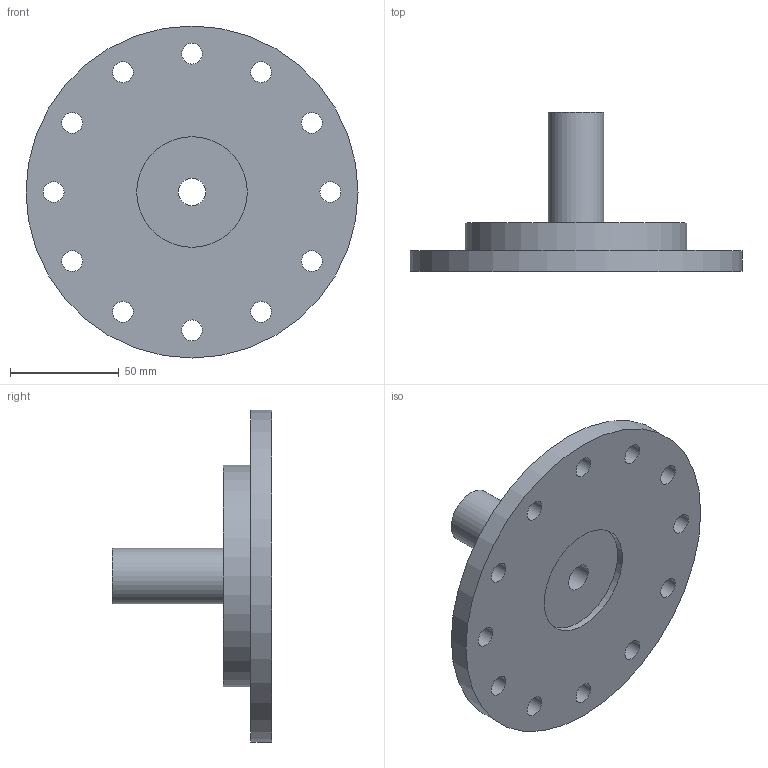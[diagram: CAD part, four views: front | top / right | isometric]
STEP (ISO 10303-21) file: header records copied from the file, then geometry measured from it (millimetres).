
FILE_DESCRIPTION(/* description */ (''),/* implementation_level */ '2;1');
FILE_NAME(/* name */ 'Flange.stp',/* time_stamp */ '2017-10-18T10:21:38-07:00',/* author */ (''),/* organization */ (''),/* preprocessor_version */ 'ST-DEVELOPER v16',/* originating_system */ 'SIEMENS PLM Software NX 10.0',/* authorisation */ '');
FILE_SCHEMA (('AUTOMOTIVE_DESIGN { 1 0 10303 214 3 1 1 1 }'));
Length unit declared in the file: inch
Products named in the file (1): Flange
Bounding box: 152.4 x 73.03 x 152.4 mm (x, y, z)
Volume: 277930.3 mm3; surface area: 54708.1 mm2
Topology: 1 solids, 1 shells, 34 faces, 251 edges, 302 vertices
Faces by surface type: cylinder 21, cone 8, plane 5
Full cylindrical faces by diameter (mm): 5.105 x4, 9.525 x12, 12.7 x1, 25.4 x1, 50.8 x1, 101.6 x1, 152.4 x1
Entity records: 2353 total; most frequent: DIRECTION 403, CARTESIAN_POINT 294, STYLED_ITEM 164, PRESENTATION_STYLE_ASSIGNMENT 164, AXIS2_PLACEMENT_3D 164, CURVE_STYLE 158, DRAUGHTING_PRE_DEFINED_CURVE_FONT 158, CIRCLE 128
